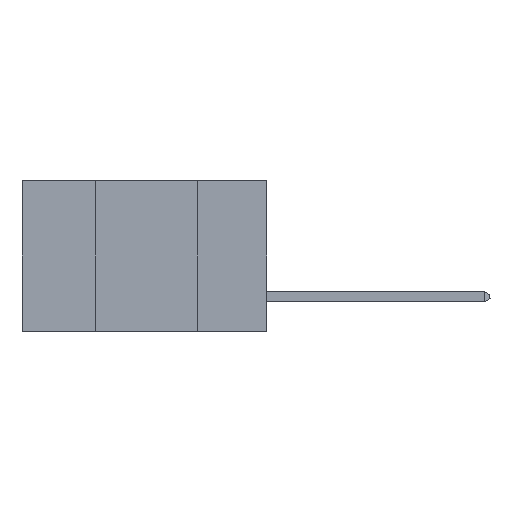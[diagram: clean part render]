
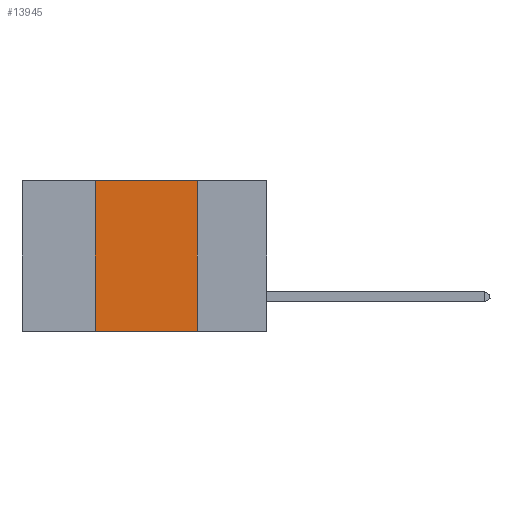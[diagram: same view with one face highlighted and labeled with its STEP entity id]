
A CAD part, left-side view. The second image highlights one B-rep face of the part: STEP entity #13945.
In plain terms, the highlighted planar face has unit normal (-1, 0, 0).
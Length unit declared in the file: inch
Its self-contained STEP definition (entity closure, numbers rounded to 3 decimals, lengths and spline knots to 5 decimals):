
#389 = CARTESIAN_POINT ( 'NONE',  ( 0., 0.6, 0. ) ) ;
#490 = VERTEX_POINT ( 'NONE', #14080 ) ;
#1746 = DIRECTION ( 'NONE',  ( 0., 0., -1. ) ) ;
#2022 = ORIENTED_EDGE ( 'NONE', *, *, #13158, .F. ) ;
#2390 = EDGE_CURVE ( 'NONE', #3068, #490, #12211, .T. ) ;
#2813 = LINE ( 'NONE', #5259, #3442 ) ;
#2890 = ORIENTED_EDGE ( 'NONE', *, *, #7749, .T. ) ;
#3068 = VERTEX_POINT ( 'NONE', #6080 ) ;
#3115 = DIRECTION ( 'NONE',  ( 1., 0., 0. ) ) ;
#3442 = VECTOR ( 'NONE', #13215, 39.37008 ) ;
#3931 = CARTESIAN_POINT ( 'NONE',  ( 0., 0.6, 0. ) ) ;
#4011 = CARTESIAN_POINT ( 'NONE',  ( 0., 0.6, -0.37 ) ) ;
#4365 = PLANE ( 'NONE',  #10191 ) ;
#5035 = CARTESIAN_POINT ( 'NONE',  ( 0., 0.17, 0. ) ) ;
#5259 = CARTESIAN_POINT ( 'NONE',  ( 0., 0.42, 0. ) ) ;
#5386 = LINE ( 'NONE', #5035, #12733 ) ;
#5877 = ORIENTED_EDGE ( 'NONE', *, *, #6457, .F. ) ;
#6080 = CARTESIAN_POINT ( 'NONE',  ( 0., 0.42, 0. ) ) ;
#6210 = VERTEX_POINT ( 'NONE', #16725 ) ;
#6457 = EDGE_CURVE ( 'NONE', #490, #6210, #5386, .T. ) ;
#7749 = EDGE_CURVE ( 'NONE', #15169, #6210, #17118, .T. ) ;
#9532 = VECTOR ( 'NONE', #10813, 39.37008 ) ;
#10191 = AXIS2_PLACEMENT_3D ( 'NONE', #389, #3115, #1746 ) ;
#10813 = DIRECTION ( 'NONE',  ( 0., -1., 0. ) ) ;
#12211 = LINE ( 'NONE', #3931, #15583 ) ;
#12733 = VECTOR ( 'NONE', #15815, 39.37008 ) ;
#13158 = EDGE_CURVE ( 'NONE', #15169, #3068, #2813, .T. ) ;
#13215 = DIRECTION ( 'NONE',  ( 0., 0., 1. ) ) ;
#13374 = FACE_OUTER_BOUND ( 'NONE', #15153, .T. ) ;
#13945 = ADVANCED_FACE ( 'NONE', ( #13374 ), #4365, .F. ) ;
#14080 = CARTESIAN_POINT ( 'NONE',  ( 0., 0.17, 0. ) ) ;
#15153 = EDGE_LOOP ( 'NONE', ( #5877, #15243, #2022, #2890 ) ) ;
#15169 = VERTEX_POINT ( 'NONE', #15215 ) ;
#15215 = CARTESIAN_POINT ( 'NONE',  ( 0., 0.42, -0.37 ) ) ;
#15243 = ORIENTED_EDGE ( 'NONE', *, *, #2390, .F. ) ;
#15583 = VECTOR ( 'NONE', #16236, 39.37008 ) ;
#15815 = DIRECTION ( 'NONE',  ( 0., 0., -1. ) ) ;
#16236 = DIRECTION ( 'NONE',  ( 0., -1., 0. ) ) ;
#16725 = CARTESIAN_POINT ( 'NONE',  ( 0., 0.17, -0.37 ) ) ;
#17118 = LINE ( 'NONE', #4011, #9532 ) ;
